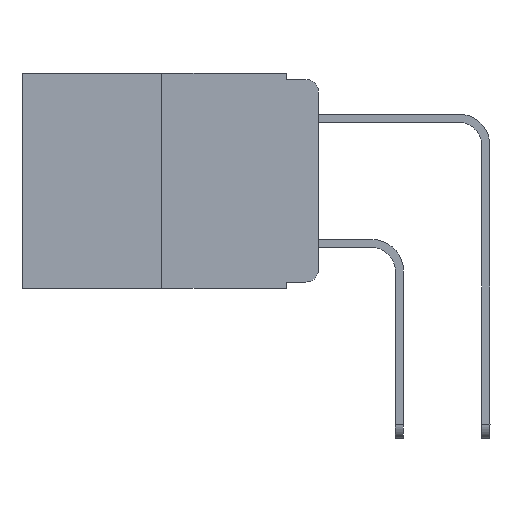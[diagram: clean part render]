
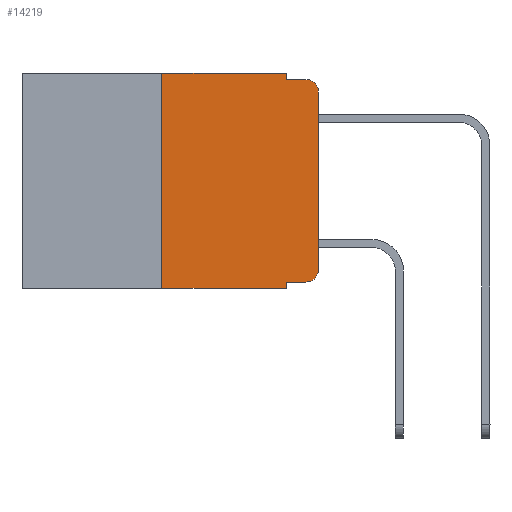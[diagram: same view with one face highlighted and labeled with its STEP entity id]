
A CAD part, left-side view. The second image highlights one B-rep face of the part: STEP entity #14219.
In plain terms, the highlighted planar face has unit normal (-1, 0, 0).
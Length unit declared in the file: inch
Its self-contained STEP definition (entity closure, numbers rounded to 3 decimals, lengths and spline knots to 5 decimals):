
#51 = VERTEX_POINT ( 'NONE', #13564 ) ;
#223 = LINE ( 'NONE', #10882, #6067 ) ;
#342 = VECTOR ( 'NONE', #1438, 39.37008 ) ;
#519 = LINE ( 'NONE', #9975, #3839 ) ;
#627 = AXIS2_PLACEMENT_3D ( 'NONE', #790, #4852, #5937 ) ;
#737 = AXIS2_PLACEMENT_3D ( 'NONE', #9047, #2107, #11471 ) ;
#790 = CARTESIAN_POINT ( 'NONE',  ( 0., 0.02, -0.313 ) ) ;
#1082 = FACE_OUTER_BOUND ( 'NONE', #7555, .T. ) ;
#1438 = DIRECTION ( 'NONE',  ( 0., 0., -1. ) ) ;
#2107 = DIRECTION ( 'NONE',  ( -1., 0., 0. ) ) ;
#2190 = CARTESIAN_POINT ( 'NONE',  ( 0., 0., -0.03 ) ) ;
#2329 = VERTEX_POINT ( 'NONE', #4145 ) ;
#2593 = LINE ( 'NONE', #11953, #6886 ) ;
#2737 = CARTESIAN_POINT ( 'NONE',  ( 0., 0.051, 0. ) ) ;
#2791 = LINE ( 'NONE', #14041, #342 ) ;
#2923 = DIRECTION ( 'NONE',  ( 0., -1., 0. ) ) ;
#2928 = LINE ( 'NONE', #8425, #10433 ) ;
#3038 = EDGE_CURVE ( 'NONE', #9601, #4055, #2593, .T. ) ;
#3078 = VECTOR ( 'NONE', #14073, 39.37008 ) ;
#3132 = VERTEX_POINT ( 'NONE', #8590 ) ;
#3686 = VERTEX_POINT ( 'NONE', #7022 ) ;
#3697 = CARTESIAN_POINT ( 'NONE',  ( 0., 0.473, 0. ) ) ;
#3745 = DIRECTION ( 'NONE',  ( 0., -1., 0. ) ) ;
#3819 = LINE ( 'NONE', #2737, #3078 ) ;
#3839 = VECTOR ( 'NONE', #3745, 39.37008 ) ;
#4055 = VERTEX_POINT ( 'NONE', #10958 ) ;
#4145 = CARTESIAN_POINT ( 'NONE',  ( 0., 0.25, -0.343 ) ) ;
#4787 = EDGE_CURVE ( 'NONE', #12653, #3686, #10544, .T. ) ;
#4852 = DIRECTION ( 'NONE',  ( -1., 0., 0. ) ) ;
#5569 = ORIENTED_EDGE ( 'NONE', *, *, #14588, .T. ) ;
#5828 = VECTOR ( 'NONE', #16017, 39.37008 ) ;
#5937 = DIRECTION ( 'NONE',  ( 0., 0., -1. ) ) ;
#6067 = VECTOR ( 'NONE', #9782, 39.37008 ) ;
#6886 = VECTOR ( 'NONE', #2923, 39.37008 ) ;
#6930 = ORIENTED_EDGE ( 'NONE', *, *, #14348, .F. ) ;
#7022 = CARTESIAN_POINT ( 'NONE',  ( 0., 0.051, 0. ) ) ;
#7330 = EDGE_CURVE ( 'NONE', #11381, #9134, #16835, .T. ) ;
#7488 = ORIENTED_EDGE ( 'NONE', *, *, #9305, .F. ) ;
#7555 = EDGE_LOOP ( 'NONE', ( #11124, #7951, #7488, #17647, #10641, #13720, #12302, #6930, #15683, #5569 ) ) ;
#7619 = EDGE_CURVE ( 'NONE', #3686, #3132, #3819, .T. ) ;
#7951 = ORIENTED_EDGE ( 'NONE', *, *, #7330, .T. ) ;
#8425 = CARTESIAN_POINT ( 'NONE',  ( 0., 0.25, 0. ) ) ;
#8590 = CARTESIAN_POINT ( 'NONE',  ( 0., 0.051, -0.01 ) ) ;
#9047 = CARTESIAN_POINT ( 'NONE',  ( 0., 0.02, -0.03 ) ) ;
#9055 = CARTESIAN_POINT ( 'NONE',  ( 0., 0.051, -0.333 ) ) ;
#9134 = VERTEX_POINT ( 'NONE', #10767 ) ;
#9305 = EDGE_CURVE ( 'NONE', #3132, #9134, #12390, .T. ) ;
#9517 = DIRECTION ( 'NONE',  ( 0., -1., 0. ) ) ;
#9601 = VERTEX_POINT ( 'NONE', #9055 ) ;
#9631 = VECTOR ( 'NONE', #9517, 39.37008 ) ;
#9782 = DIRECTION ( 'NONE',  ( 0., 0., 1. ) ) ;
#9975 = CARTESIAN_POINT ( 'NONE',  ( 0., 0.473, -0.343 ) ) ;
#10127 = AXIS2_PLACEMENT_3D ( 'NONE', #3697, #17386, #12068 ) ;
#10433 = VECTOR ( 'NONE', #13911, 39.37008 ) ;
#10544 = LINE ( 'NONE', #14778, #5828 ) ;
#10641 = ORIENTED_EDGE ( 'NONE', *, *, #4787, .F. ) ;
#10767 = CARTESIAN_POINT ( 'NONE',  ( 0., 0.02, -0.01 ) ) ;
#10882 = CARTESIAN_POINT ( 'NONE',  ( 0., 0., 0. ) ) ;
#10958 = CARTESIAN_POINT ( 'NONE',  ( 0., 0.02, -0.333 ) ) ;
#11124 = ORIENTED_EDGE ( 'NONE', *, *, #13128, .T. ) ;
#11381 = VERTEX_POINT ( 'NONE', #2190 ) ;
#11471 = DIRECTION ( 'NONE',  ( 0., 0., -1. ) ) ;
#11953 = CARTESIAN_POINT ( 'NONE',  ( 0., 0.051, -0.333 ) ) ;
#11981 = VERTEX_POINT ( 'NONE', #12859 ) ;
#12068 = DIRECTION ( 'NONE',  ( 0., 0., -1. ) ) ;
#12269 = CARTESIAN_POINT ( 'NONE',  ( 0., 0.25, 0. ) ) ;
#12302 = ORIENTED_EDGE ( 'NONE', *, *, #17400, .T. ) ;
#12390 = LINE ( 'NONE', #17696, #9631 ) ;
#12653 = VERTEX_POINT ( 'NONE', #12269 ) ;
#12859 = CARTESIAN_POINT ( 'NONE',  ( 0., 0., -0.313 ) ) ;
#13128 = EDGE_CURVE ( 'NONE', #11981, #11381, #223, .T. ) ;
#13291 = CIRCLE ( 'NONE', #627, 0.02 ) ;
#13564 = CARTESIAN_POINT ( 'NONE',  ( 0., 0.051, -0.343 ) ) ;
#13720 = ORIENTED_EDGE ( 'NONE', *, *, #16486, .F. ) ;
#13911 = DIRECTION ( 'NONE',  ( 0., 0., 1. ) ) ;
#14041 = CARTESIAN_POINT ( 'NONE',  ( 0., 0.051, 0. ) ) ;
#14073 = DIRECTION ( 'NONE',  ( 0., 0., -1. ) ) ;
#14219 = ADVANCED_FACE ( 'NONE', ( #1082 ), #16292, .F. ) ;
#14348 = EDGE_CURVE ( 'NONE', #9601, #51, #2791, .T. ) ;
#14588 = EDGE_CURVE ( 'NONE', #4055, #11981, #13291, .T. ) ;
#14778 = CARTESIAN_POINT ( 'NONE',  ( 0., 0.473, 0. ) ) ;
#15683 = ORIENTED_EDGE ( 'NONE', *, *, #3038, .T. ) ;
#16017 = DIRECTION ( 'NONE',  ( 0., -1., 0. ) ) ;
#16292 = PLANE ( 'NONE',  #10127 ) ;
#16486 = EDGE_CURVE ( 'NONE', #2329, #12653, #2928, .T. ) ;
#16835 = CIRCLE ( 'NONE', #737, 0.02 ) ;
#17386 = DIRECTION ( 'NONE',  ( 1., 0., 0. ) ) ;
#17400 = EDGE_CURVE ( 'NONE', #2329, #51, #519, .T. ) ;
#17647 = ORIENTED_EDGE ( 'NONE', *, *, #7619, .F. ) ;
#17696 = CARTESIAN_POINT ( 'NONE',  ( 0., 0.051, -0.01 ) ) ;
